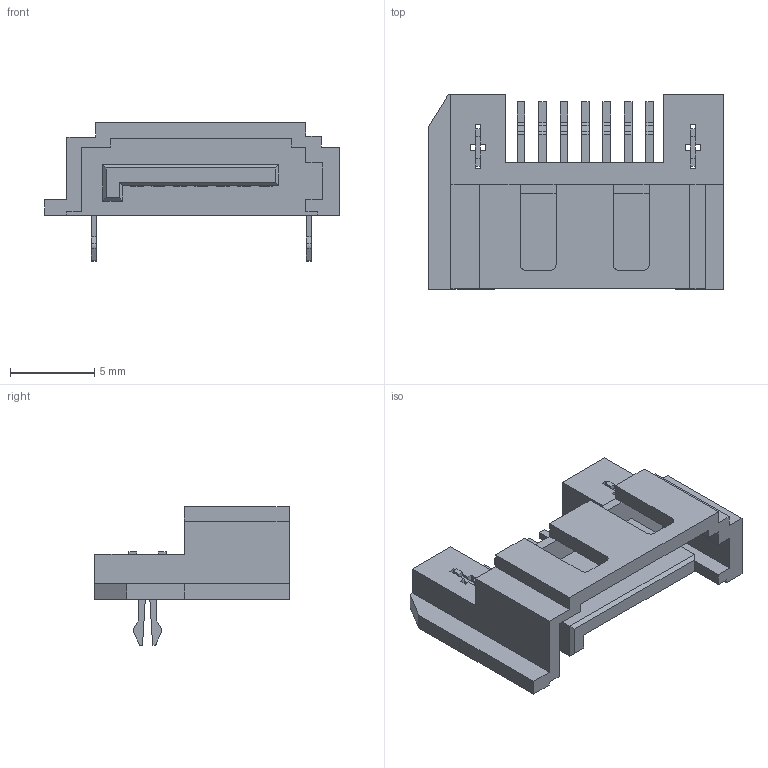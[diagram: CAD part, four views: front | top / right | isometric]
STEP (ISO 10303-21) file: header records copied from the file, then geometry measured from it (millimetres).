
FILE_DESCRIPTION(/* description */ ('Unknown'),/* implementation_level */ '2;1');
FILE_NAME(/* name */ 'SATA-A-PL-SMT-K',/* time_stamp */ '2024-04-05T09:12:37+02:00',/* author */ ('Unknown'),/* organization */ ('Unknown'),/* preprocessor_version */ 'ST-DEVELOPER v18.102',/* originating_system */ 'Solid Edge',/* authorisation */ 'Unknown');
FILE_SCHEMA (('AUTOMOTIVE_DESIGN {1 0 10303 214 3 1 1}'));
Length unit declared in the file: millimetre
Products named in the file (1): SATA-A-PL-SMT-K
Bounding box: 17.47 x 11.51 x 8.23 mm (x, y, z)
Volume: 379.4 mm3; surface area: 918.1 mm2
Topology: 3 solids, 3 shells, 258 faces, 734 edges, 486 vertices
Faces by surface type: plane 218, cylinder 40
Entity records: 9770 total; most frequent: CARTESIAN_POINT 1479, ORIENTED_EDGE 1468, DIRECTION 1332, EDGE_CURVE 734, LINE 654, VECTOR 654, VERTEX_POINT 486, AXIS2_PLACEMENT_3D 339
